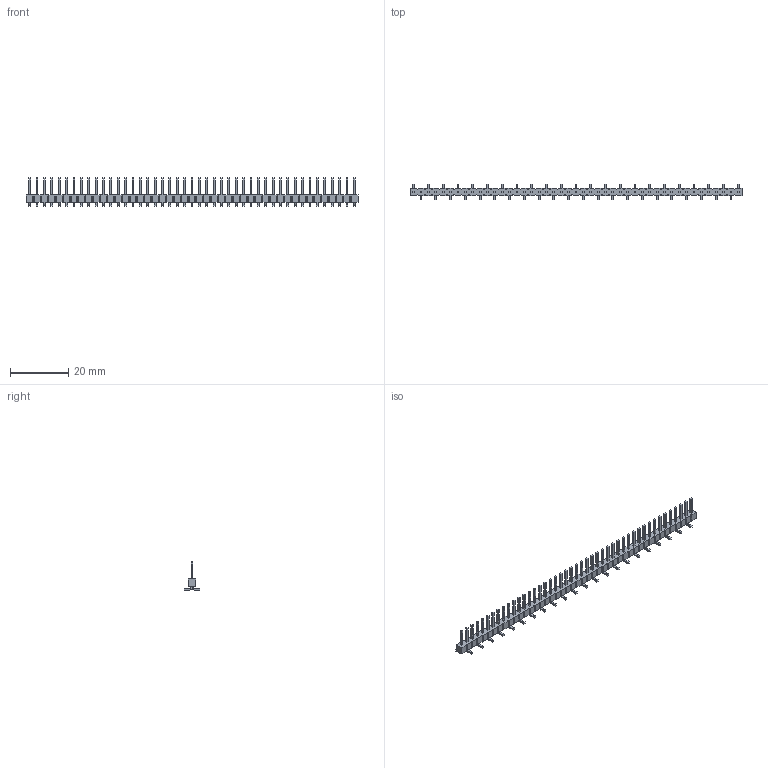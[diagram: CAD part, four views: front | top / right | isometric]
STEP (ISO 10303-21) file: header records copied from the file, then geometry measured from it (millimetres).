
FILE_DESCRIPTION(('FreeCAD Model'),'2;1');
FILE_NAME('Open CASCADE Shape Model','2025-01-13T13:03:43',(''),(''), 'Open CASCADE STEP processor 7.8','FreeCAD','Unknown');
FILE_SCHEMA(('AUTOMOTIVE_DESIGN { 1 0 10303 214 1 1 1 1 }'));
Length unit declared in the file: millimetre
Products named in the file (4): TSM-145-01-S-SV-P_(pad hidden); TSM-145-01-SV_body; T-1S6-16-S(-01-45-SV); T-1S6-16-S(-01-45-SV)2
Assembly tree (3 placements, depth 2):
  TSM-145-01-S-SV-P_(pad hidden)
    TSM-145-01-SV_body
    T-1S6-16-S(-01-45-SV)
    T-1S6-16-S(-01-45-SV)2
Bounding box: 114.3 x 5.28 x 9.65 mm (x, y, z)
Volume: 889.9 mm3; surface area: 3151.4 mm2
Topology: 3 solids, 3 shells, 1176 faces, 3252 edges, 2168 vertices
Faces by surface type: plane 1086, cylinder 90
Entity records: 37149 total; most frequent: CARTESIAN_POINT 6600, ORIENTED_EDGE 6504, DIRECTION 5792, EDGE_CURVE 3252, LINE 3072, VECTOR 3072, VERTEX_POINT 2168, AXIS2_PLACEMENT_3D 1360
